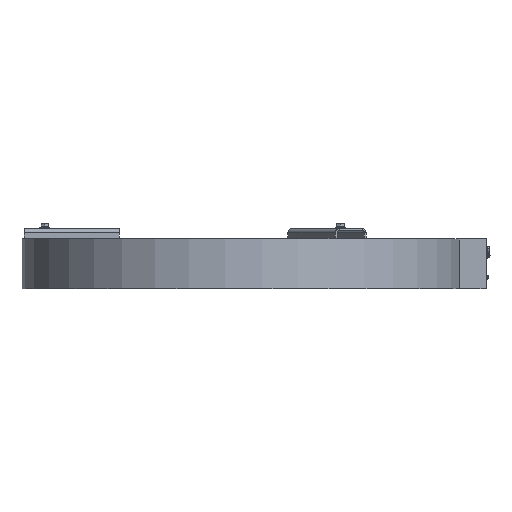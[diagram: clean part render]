
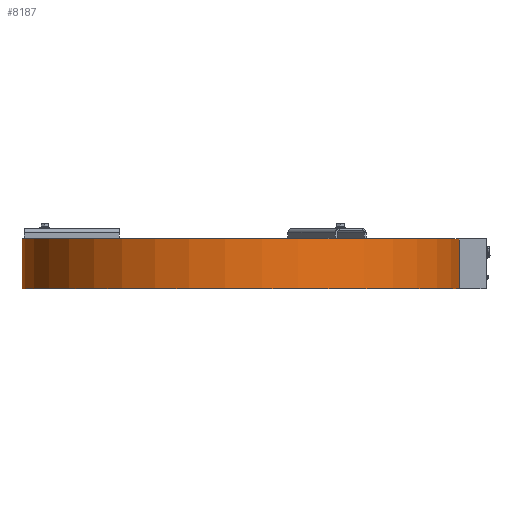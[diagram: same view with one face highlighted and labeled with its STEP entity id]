
A CAD part, front view. The second image highlights one B-rep face of the part: STEP entity #8187.
In plain terms, the highlighted cylindrical face has radius 530 mm (diameter 1060 mm), a partial arc.
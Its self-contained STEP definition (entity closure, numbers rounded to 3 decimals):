
#198 = LINE ( 'NONE', #1760, #200 ) ;
#200 = VECTOR ( 'NONE', #1763, 1000. ) ;
#242 = CIRCLE ( 'NONE', #6135, 530. ) ;
#259 = VECTOR ( 'NONE', #1863, 1000. ) ;
#294 = LINE ( 'NONE', #1785, #259 ) ;
#318 = CIRCLE ( 'NONE', #6179, 530. ) ;
#1760 = CARTESIAN_POINT ( 'NONE',  ( 523.927, -80., 60. ) ) ;
#1763 = DIRECTION ( 'NONE',  ( 0., 0., -1. ) ) ;
#1785 = CARTESIAN_POINT ( 'NONE',  ( -530., 0., 60. ) ) ;
#1835 = CARTESIAN_POINT ( 'NONE',  ( 0., 0., -60. ) ) ;
#1849 = DIRECTION ( 'NONE',  ( 1., 0., 0. ) ) ;
#1855 = DIRECTION ( 'NONE',  ( 0., 0., 1. ) ) ;
#1859 = CARTESIAN_POINT ( 'NONE',  ( 0., 0., 60. ) ) ;
#1863 = DIRECTION ( 'NONE',  ( 0., 0., -1. ) ) ;
#1881 = DIRECTION ( 'NONE',  ( 0., 0., 1. ) ) ;
#1905 = DIRECTION ( 'NONE',  ( 1., 0., 0. ) ) ;
#2882 = CARTESIAN_POINT ( 'NONE',  ( -530., 0., 60. ) ) ;
#2890 = CARTESIAN_POINT ( 'NONE',  ( 523.927, -80., 60. ) ) ;
#2893 = CARTESIAN_POINT ( 'NONE',  ( 523.927, -80., -60. ) ) ;
#2936 = CARTESIAN_POINT ( 'NONE',  ( -530., 0., -60. ) ) ;
#3152 = ORIENTED_EDGE ( 'NONE', *, *, #4324, .F. ) ;
#3166 = ORIENTED_EDGE ( 'NONE', *, *, #4357, .T. ) ;
#3178 = ORIENTED_EDGE ( 'NONE', *, *, #4356, .T. ) ;
#3206 = ORIENTED_EDGE ( 'NONE', *, *, #4372, .F. ) ;
#3323 = EDGE_LOOP ( 'NONE', ( #3206, #3178, #3166, #3152 ) ) ;
#4324 = EDGE_CURVE ( 'NONE', #7561, #7553, #198, .T. ) ;
#4356 = EDGE_CURVE ( 'NONE', #7588, #7603, #294, .T. ) ;
#4357 = EDGE_CURVE ( 'NONE', #7603, #7553, #242, .T. ) ;
#4372 = EDGE_CURVE ( 'NONE', #7588, #7561, #318, .T. ) ;
#5044 = CARTESIAN_POINT ( 'NONE',  ( 0., 0., 60. ) ) ;
#5045 = DIRECTION ( 'NONE',  ( 0., 0., -1. ) ) ;
#5052 = DIRECTION ( 'NONE',  ( -1., 0., 0. ) ) ;
#5578 = AXIS2_PLACEMENT_3D ( 'NONE', #5044, #5045, #5052 ) ;
#6135 = AXIS2_PLACEMENT_3D ( 'NONE', #1835, #1855, #1849 ) ;
#6179 = AXIS2_PLACEMENT_3D ( 'NONE', #1859, #1881, #1905 ) ;
#7553 = VERTEX_POINT ( 'NONE', #2893 ) ;
#7561 = VERTEX_POINT ( 'NONE', #2890 ) ;
#7588 = VERTEX_POINT ( 'NONE', #2882 ) ;
#7603 = VERTEX_POINT ( 'NONE', #2936 ) ;
#8187 = ADVANCED_FACE ( 'NONE', ( #8527 ), #8537, .T. ) ;
#8527 = FACE_OUTER_BOUND ( 'NONE', #3323, .T. ) ;
#8537 = CYLINDRICAL_SURFACE ( 'NONE', #5578, 530. ) ;
